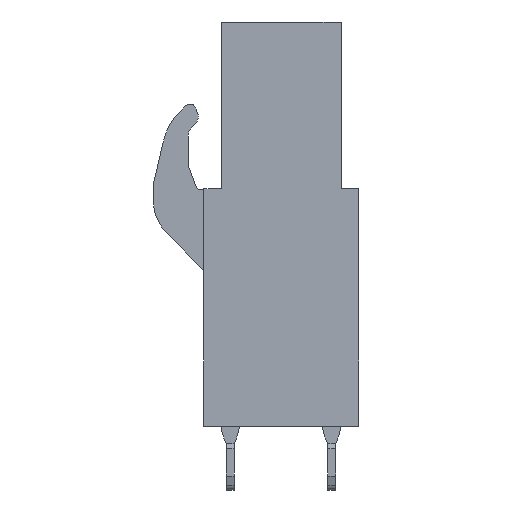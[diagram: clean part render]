
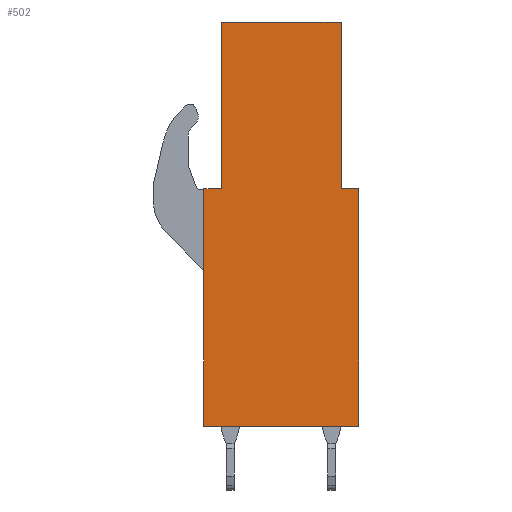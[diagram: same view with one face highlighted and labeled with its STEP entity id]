
A CAD part, left-side view. The second image highlights one B-rep face of the part: STEP entity #502.
In plain terms, the highlighted planar face has unit normal (-1, 0, 0).
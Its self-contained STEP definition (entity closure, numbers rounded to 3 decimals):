
#452=AXIS2_PLACEMENT_3D('Plane Axis2P3D',#449,#450,#451) ;
#36=CARTESIAN_POINT('Line Origine',(0.,3.875,23.45)) ;
#40=CARTESIAN_POINT('Vertex',(0.,0.875,23.45)) ;
#42=CARTESIAN_POINT('Vertex',(0.,6.875,23.45)) ;
#359=CARTESIAN_POINT('Vertex',(0.,7.75,3.2)) ;
#362=CARTESIAN_POINT('Line Origine',(0.,7.75,9.15)) ;
#366=CARTESIAN_POINT('Vertex',(0.,7.75,15.1)) ;
#449=CARTESIAN_POINT('Axis2P3D Location',(0.,0.,0.)) ;
#454=CARTESIAN_POINT('Line Origine',(0.,3.875,3.2)) ;
#458=CARTESIAN_POINT('Vertex',(0.,0.,3.2)) ;
#461=CARTESIAN_POINT('Line Origine',(0.,0.,9.15)) ;
#465=CARTESIAN_POINT('Vertex',(0.,0.,15.1)) ;
#468=CARTESIAN_POINT('Line Origine',(0.,0.438,15.1)) ;
#472=CARTESIAN_POINT('Vertex',(0.,0.875,15.1)) ;
#475=CARTESIAN_POINT('Line Origine',(0.,0.875,19.275)) ;
#480=CARTESIAN_POINT('Line Origine',(0.,6.875,19.275)) ;
#484=CARTESIAN_POINT('Vertex',(0.,6.875,15.1)) ;
#487=CARTESIAN_POINT('Line Origine',(0.,7.313,15.1)) ;
#37=DIRECTION('Vector Direction',(0.,1.,0.)) ;
#363=DIRECTION('Vector Direction',(0.,0.,1.)) ;
#450=DIRECTION('Axis2P3D Direction',(1.,0.,0.)) ;
#451=DIRECTION('Axis2P3D XDirection',(0.,1.,0.)) ;
#455=DIRECTION('Vector Direction',(0.,1.,0.)) ;
#462=DIRECTION('Vector Direction',(0.,0.,1.)) ;
#469=DIRECTION('Vector Direction',(0.,1.,0.)) ;
#476=DIRECTION('Vector Direction',(0.,0.,1.)) ;
#481=DIRECTION('Vector Direction',(0.,0.,1.)) ;
#488=DIRECTION('Vector Direction',(0.,-1.,0.)) ;
#38=VECTOR('Line Direction',#37,1.) ;
#364=VECTOR('Line Direction',#363,1.) ;
#456=VECTOR('Line Direction',#455,1.) ;
#463=VECTOR('Line Direction',#462,1.) ;
#470=VECTOR('Line Direction',#469,1.) ;
#477=VECTOR('Line Direction',#476,1.) ;
#482=VECTOR('Line Direction',#481,1.) ;
#489=VECTOR('Line Direction',#488,1.) ;
#493=ORIENTED_EDGE('',*,*,#368,.F.) ;
#494=ORIENTED_EDGE('',*,*,#460,.F.) ;
#495=ORIENTED_EDGE('',*,*,#467,.T.) ;
#496=ORIENTED_EDGE('',*,*,#474,.F.) ;
#497=ORIENTED_EDGE('',*,*,#479,.F.) ;
#498=ORIENTED_EDGE('',*,*,#44,.T.) ;
#499=ORIENTED_EDGE('',*,*,#486,.F.) ;
#500=ORIENTED_EDGE('',*,*,#491,.F.) ;
#502=ADVANCED_FACE('BLL 5.08/15/180 3.2 SN OR 1648920000',(#501),#453,.F.) ;
#44=EDGE_CURVE('',#41,#43,#39,.T.) ;
#368=EDGE_CURVE('',#360,#367,#365,.T.) ;
#460=EDGE_CURVE('',#459,#360,#457,.T.) ;
#467=EDGE_CURVE('',#459,#466,#464,.T.) ;
#474=EDGE_CURVE('',#473,#466,#471,.F.) ;
#479=EDGE_CURVE('',#41,#473,#478,.F.) ;
#486=EDGE_CURVE('',#485,#43,#483,.T.) ;
#491=EDGE_CURVE('',#367,#485,#490,.T.) ;
#492=EDGE_LOOP('',(#493,#494,#495,#496,#497,#498,#499,#500)) ;
#501=FACE_OUTER_BOUND('',#492,.T.) ;
#39=LINE('Line',#36,#38) ;
#365=LINE('Line',#362,#364) ;
#457=LINE('Line',#454,#456) ;
#464=LINE('Line',#461,#463) ;
#471=LINE('Line',#468,#470) ;
#478=LINE('Line',#475,#477) ;
#483=LINE('Line',#480,#482) ;
#490=LINE('Line',#487,#489) ;
#453=PLANE('',#452) ;
#41=VERTEX_POINT('',#40) ;
#43=VERTEX_POINT('',#42) ;
#360=VERTEX_POINT('',#359) ;
#367=VERTEX_POINT('',#366) ;
#459=VERTEX_POINT('',#458) ;
#466=VERTEX_POINT('',#465) ;
#473=VERTEX_POINT('',#472) ;
#485=VERTEX_POINT('',#484) ;
